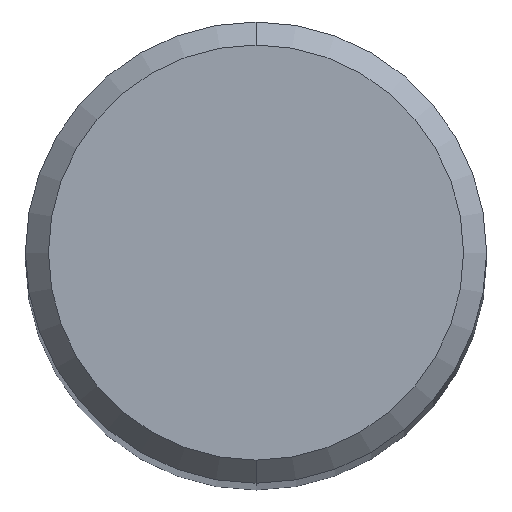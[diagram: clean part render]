
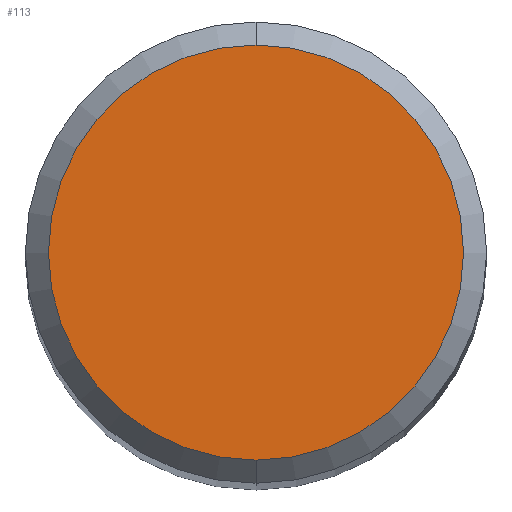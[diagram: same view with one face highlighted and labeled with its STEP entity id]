
A CAD part, top view. The second image highlights one B-rep face of the part: STEP entity #113.
In plain terms, the highlighted planar face has unit normal (0, 0, 1).
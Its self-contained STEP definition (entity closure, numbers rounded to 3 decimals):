
#61=VERTEX_POINT('',#140);
#85=EDGE_CURVE('',#61,#109,#166,.T.);
#87=EDGE_CURVE('',#109,#61,#168,.T.);
#109=VERTEX_POINT('',#193);
#113=ADVANCED_FACE('',(#197),#198,.T.);
#140=CARTESIAN_POINT('',(0.,-4.5,0.0));
#166=CIRCLE('',#252,4.5);
#168=CIRCLE('',#255,4.5);
#193=CARTESIAN_POINT('',(0.0,4.5,0.0));
#197=FACE_OUTER_BOUND('',#292,.T.);
#198=PLANE('',#293);
#252=AXIS2_PLACEMENT_3D('',#333,#334,#335);
#255=AXIS2_PLACEMENT_3D('',#336,#337,#338);
#292=EDGE_LOOP('',(#376,#377));
#293=AXIS2_PLACEMENT_3D('',#378,#379,#380);
#333=CARTESIAN_POINT('',(0.0,0.0,0.0));
#334=DIRECTION('',(0.0,0.0,-1.0));
#335=DIRECTION('',(0.0,1.0,0.0));
#336=CARTESIAN_POINT('',(0.0,0.0,0.0));
#337=DIRECTION('',(0.0,0.0,-1.0));
#338=DIRECTION('',(0.0,1.0,0.0));
#376=ORIENTED_EDGE('',*,*,#87,.F.);
#377=ORIENTED_EDGE('',*,*,#85,.F.);
#378=CARTESIAN_POINT('',(0.0,2.25,0.0));
#379=DIRECTION('',(-0.0,0.0,1.0));
#380=DIRECTION('',(0.0,-1.0,0.0));
